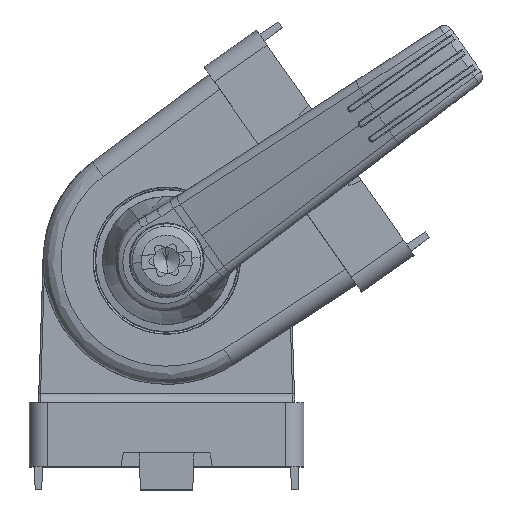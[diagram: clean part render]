
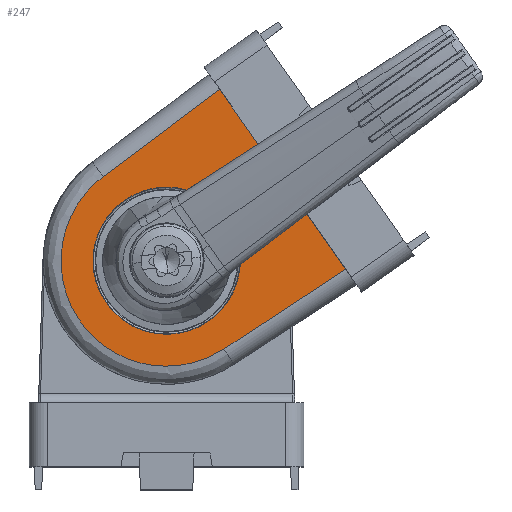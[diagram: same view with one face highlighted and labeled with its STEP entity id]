
A CAD part, top view. The second image highlights one B-rep face of the part: STEP entity #247.
In plain terms, the highlighted face is planar.
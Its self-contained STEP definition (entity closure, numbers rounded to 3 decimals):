
#86 = CARTESIAN_POINT ( 'NONE',  ( 11.113, 13.671, 25.839 ) ) ;
#234 = EDGE_CURVE ( 'NONE', #15893, #7244, #13217, .T. ) ;
#247 = ADVANCED_FACE ( 'NONE', ( #20273, #16561 ), #18502, .F. ) ;
#323 = CARTESIAN_POINT ( 'NONE',  ( 11.447, 13.697, 24.375 ) ) ;
#399 = CARTESIAN_POINT ( 'NONE',  ( 9.92, 13.624, 28.537 ) ) ;
#694 = ORIENTED_EDGE ( 'NONE', *, *, #6833, .F. ) ;
#1943 = CARTESIAN_POINT ( 'NONE',  ( 12., 14., 7. ) ) ;
#2069 = LINE ( 'NONE', #19728, #2114 ) ;
#2114 = VECTOR ( 'NONE', #19726, 1000. ) ;
#2573 = AXIS2_PLACEMENT_3D ( 'NONE', #11718, #11449, #11369 ) ;
#2995 = EDGE_CURVE ( 'NONE', #7244, #15893, #17315, .T. ) ;
#3510 = ORIENTED_EDGE ( 'NONE', *, *, #4317, .F. ) ;
#3624 = CARTESIAN_POINT ( 'NONE',  ( 11.494, 13.722, 22.901 ) ) ;
#3797 = B_SPLINE_CURVE_WITH_KNOTS ( 'NONE', 3,
 ( #3624, #323, #86, #399, #13850, #24021, #23903, #23870, #23823, #23798, #23755, #23725, #23680, #23647, #23604, #23578, #23536, #23502 ),
 .UNSPECIFIED., .F., .F.,
 ( 4, 2, 2, 2, 2, 2, 2, 2, 4 ),
 ( 0., 0.125, 0.25, 0.375, 0.5, 0.625, 0.75, 0.875, 1. ),
 .UNSPECIFIED. ) ;
#4317 = EDGE_CURVE ( 'NONE', #13302, #9275, #2069, .T. ) ;
#4407 = ORIENTED_EDGE ( 'NONE', *, *, #5867, .F. ) ;
#4528 = LINE ( 'NONE', #20741, #5144 ) ;
#5144 = VECTOR ( 'NONE', #20721, 1000. ) ;
#5743 = VERTEX_POINT ( 'NONE', #1943 ) ;
#5867 = EDGE_CURVE ( 'NONE', #19911, #13302, #3797, .T. ) ;
#6028 = LINE ( 'NONE', #19656, #6206 ) ;
#6206 = VECTOR ( 'NONE', #19612, 1000. ) ;
#6751 = EDGE_CURVE ( 'NONE', #5743, #9275, #4528, .T. ) ;
#6833 = EDGE_CURVE ( 'NONE', #5743, #19911, #6028, .T. ) ;
#7244 = VERTEX_POINT ( 'NONE', #12588 ) ;
#8526 = CARTESIAN_POINT ( 'NONE',  ( 0., 13.87, 14.452 ) ) ;
#9275 = VERTEX_POINT ( 'NONE', #17630 ) ;
#9402 = CARTESIAN_POINT ( 'NONE',  ( -11.494, 13.722, 22.901 ) ) ;
#10179 = CARTESIAN_POINT ( 'NONE',  ( 0., 13.87, 14.452 ) ) ;
#10187 = CARTESIAN_POINT ( 'NONE',  ( 16.086, 13.87, 14.452 ) ) ;
#10337 = CARTESIAN_POINT ( 'NONE',  ( 16.086, 13.589, 30.538 ) ) ;
#10359 = CARTESIAN_POINT ( 'NONE',  ( 0., 13.589, 30.538 ) ) ;
#10744 = EDGE_LOOP ( 'NONE', ( #694, #13207, #3510, #4407 ) ) ;
#11369 = DIRECTION ( 'NONE',  ( 0., 0.017, -1. ) ) ;
#11449 = DIRECTION ( 'NONE',  ( 0., -1., -0.017 ) ) ;
#11718 = CARTESIAN_POINT ( 'NONE',  ( -15., 14., 7. ) ) ;
#12588 = CARTESIAN_POINT ( 'NONE',  ( 0., 13.589, 30.538 ) ) ;
#13207 = ORIENTED_EDGE ( 'NONE', *, *, #6751, .T. ) ;
#13217 =( BOUNDED_CURVE ( )  B_SPLINE_CURVE ( 3, ( #21967, #23551, #21902, #21691 ),
 .UNSPECIFIED., .F., .F. ) 
 B_SPLINE_CURVE_WITH_KNOTS ( ( 4, 4 ),
 ( 0., 3.142 ),
 .UNSPECIFIED. ) 
 CURVE ( )  GEOMETRIC_REPRESENTATION_ITEM ( )  RATIONAL_B_SPLINE_CURVE ( ( 1., 0.333, 0.333, 1. ) ) 
 REPRESENTATION_ITEM ( '' )  );
#13302 = VERTEX_POINT ( 'NONE', #9402 ) ;
#13850 = CARTESIAN_POINT ( 'NONE',  ( 9.061, 13.603, 29.769 ) ) ;
#14860 = ORIENTED_EDGE ( 'NONE', *, *, #2995, .F. ) ;
#14958 = ORIENTED_EDGE ( 'NONE', *, *, #234, .F. ) ;
#15893 = VERTEX_POINT ( 'NONE', #8526 ) ;
#16561 = FACE_OUTER_BOUND ( 'NONE', #10744, .T. ) ;
#17315 =( BOUNDED_CURVE ( )  B_SPLINE_CURVE ( 3, ( #10359, #10337, #10187, #10179 ),
 .UNSPECIFIED., .F., .T. ) 
 B_SPLINE_CURVE_WITH_KNOTS ( ( 4, 4 ),
 ( 3.142, 6.283 ),
 .UNSPECIFIED. ) 
 CURVE ( )  GEOMETRIC_REPRESENTATION_ITEM ( )  RATIONAL_B_SPLINE_CURVE ( ( 1., 0.333, 0.333, 1. ) ) 
 REPRESENTATION_ITEM ( '' )  );
#17630 = CARTESIAN_POINT ( 'NONE',  ( -12., 14., 7. ) ) ;
#18502 = PLANE ( 'NONE',  #2573 ) ;
#19612 = DIRECTION ( 'NONE',  ( -0.032, -0.017, 0.999 ) ) ;
#19656 = CARTESIAN_POINT ( 'NONE',  ( 12., 14., 7. ) ) ;
#19726 = DIRECTION ( 'NONE',  ( -0.032, 0.017, -0.999 ) ) ;
#19728 = CARTESIAN_POINT ( 'NONE',  ( -11.495, 13.723, 22.861 ) ) ;
#19911 = VERTEX_POINT ( 'NONE', #21543 ) ;
#20273 = FACE_BOUND ( 'NONE', #22206, .T. ) ;
#20721 = DIRECTION ( 'NONE',  ( -1., 0., 0. ) ) ;
#20741 = CARTESIAN_POINT ( 'NONE',  ( -15., 14., 7. ) ) ;
#21543 = CARTESIAN_POINT ( 'NONE',  ( 11.494, 13.722, 22.901 ) ) ;
#21691 = CARTESIAN_POINT ( 'NONE',  ( 0., 13.589, 30.538 ) ) ;
#21902 = CARTESIAN_POINT ( 'NONE',  ( -16.086, 13.589, 30.538 ) ) ;
#21967 = CARTESIAN_POINT ( 'NONE',  ( 0., 13.87, 14.452 ) ) ;
#22206 = EDGE_LOOP ( 'NONE', ( #14860, #14958 ) ) ;
#23502 = CARTESIAN_POINT ( 'NONE',  ( -11.494, 13.722, 22.901 ) ) ;
#23536 = CARTESIAN_POINT ( 'NONE',  ( -11.447, 13.697, 24.375 ) ) ;
#23551 = CARTESIAN_POINT ( 'NONE',  ( -16.086, 13.87, 14.452 ) ) ;
#23578 = CARTESIAN_POINT ( 'NONE',  ( -11.113, 13.671, 25.839 ) ) ;
#23604 = CARTESIAN_POINT ( 'NONE',  ( -9.92, 13.624, 28.537 ) ) ;
#23647 = CARTESIAN_POINT ( 'NONE',  ( -9.061, 13.603, 29.769 ) ) ;
#23680 = CARTESIAN_POINT ( 'NONE',  ( -6.942, 13.567, 31.821 ) ) ;
#23725 = CARTESIAN_POINT ( 'NONE',  ( -5.683, 13.552, 32.641 ) ) ;
#23755 = CARTESIAN_POINT ( 'NONE',  ( -2.949, 13.533, 33.748 ) ) ;
#23798 = CARTESIAN_POINT ( 'NONE',  ( -1.475, 13.528, 34.035 ) ) ;
#23823 = CARTESIAN_POINT ( 'NONE',  ( 1.475, 13.528, 34.035 ) ) ;
#23870 = CARTESIAN_POINT ( 'NONE',  ( 2.949, 13.533, 33.748 ) ) ;
#23903 = CARTESIAN_POINT ( 'NONE',  ( 5.683, 13.552, 32.641 ) ) ;
#24021 = CARTESIAN_POINT ( 'NONE',  ( 6.942, 13.567, 31.821 ) ) ;
